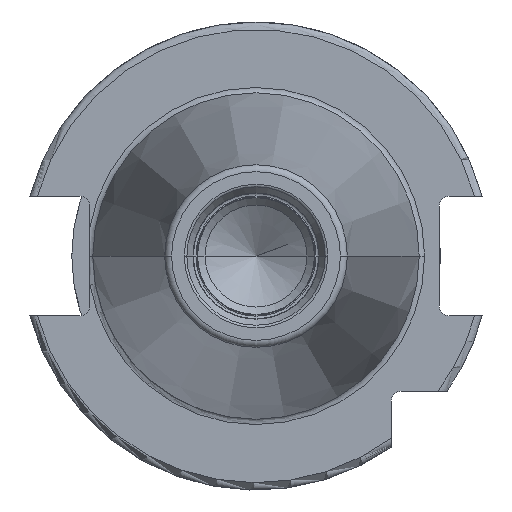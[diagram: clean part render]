
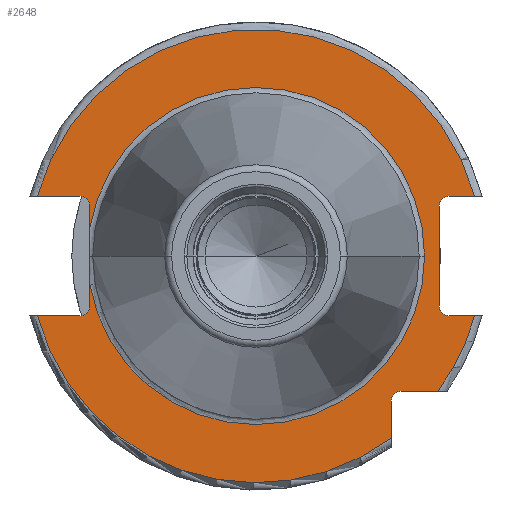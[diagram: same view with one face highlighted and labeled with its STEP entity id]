
A CAD part, left-side view. The second image highlights one B-rep face of the part: STEP entity #2648.
In plain terms, the highlighted planar face has unit normal (-1, 0, 0).
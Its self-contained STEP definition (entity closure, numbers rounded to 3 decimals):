
#105=CARTESIAN_POINT('',(3.2,22.55,-3.842));
#117=CARTESIAN_POINT('',(3.2,0.,0.));
#118=DIRECTION('',(-1.,0.,0.));
#119=DIRECTION('',(0.,0.986,-0.168));
#120=AXIS2_PLACEMENT_3D('',#117,#118,#119);
#147=CARTESIAN_POINT('',(3.2,23.9,-6.75));
#148=DIRECTION('',(1.,0.,0.));
#149=DIRECTION('',(0.,-1.,0.));
#150=AXIS2_PLACEMENT_3D('',#147,#148,#149);
#224=CARTESIAN_POINT('',(3.2,-26.2,6.75));
#225=DIRECTION('',(1.,0.,0.));
#226=DIRECTION('',(0.,1.,0.));
#227=AXIS2_PLACEMENT_3D('',#224,#225,#226);
#576=CARTESIAN_POINT('',(3.2,-26.2,-6.75));
#577=DIRECTION('',(1.,0.,0.));
#578=DIRECTION('',(0.,0.,-1.));
#579=AXIS2_PLACEMENT_3D('',#576,#577,#578);
#643=DIRECTION('',(0.,0.,-1.));
#644=VECTOR('',#643,2.908);
#645=CARTESIAN_POINT('',(3.2,22.55,6.75));
#646=LINE('',#645,#644);
#647=DIRECTION('',(0.,-1.,0.));
#648=VECTOR('',#647,5.777);
#649=CARTESIAN_POINT('',(3.2,29.677,8.1));
#650=LINE('',#649,#648);
#651=CARTESIAN_POINT('',(3.2,0.,0.));
#652=DIRECTION('',(1.,0.,0.));
#653=DIRECTION('',(0.,0.965,0.263));
#654=AXIS2_PLACEMENT_3D('',#651,#652,#653);
#656=DIRECTION('',(0.,1.,0.));
#657=VECTOR('',#656,3.477);
#658=CARTESIAN_POINT('',(3.2,-29.677,8.1));
#659=LINE('',#658,#657);
#660=DIRECTION('',(0.,0.,1.));
#661=VECTOR('',#660,13.5);
#662=CARTESIAN_POINT('',(3.2,-24.85,-6.75));
#663=LINE('',#662,#661);
#664=DIRECTION('',(0.,1.,0.));
#665=VECTOR('',#664,3.477);
#666=CARTESIAN_POINT('',(3.2,-29.677,-8.1));
#667=LINE('',#666,#665);
#668=CARTESIAN_POINT('',(3.2,0.,0.));
#669=DIRECTION('',(-1.,0.,0.));
#670=DIRECTION('',(0.,-0.803,-0.597));
#671=AXIS2_PLACEMENT_3D('',#668,#669,#670);
#673=DIRECTION('',(0.,-1.,0.));
#674=VECTOR('',#673,4.99);
#675=CARTESIAN_POINT('',(3.2,-19.7,-18.35));
#676=LINE('',#675,#674);
#677=DIRECTION('',(0.,0.,1.));
#678=VECTOR('',#677,4.99);
#679=CARTESIAN_POINT('',(3.2,-18.35,-24.69));
#680=LINE('',#679,#678);
#681=CARTESIAN_POINT('',(3.2,0.,0.));
#682=DIRECTION('',(-1.,0.,0.));
#683=DIRECTION('',(0.,0.965,-0.263));
#684=AXIS2_PLACEMENT_3D('',#681,#682,#683);
#686=DIRECTION('',(0.,-1.,0.));
#687=VECTOR('',#686,5.777);
#688=CARTESIAN_POINT('',(3.2,29.677,-8.1));
#689=LINE('',#688,#687);
#690=DIRECTION('',(0.,0.,-1.));
#691=VECTOR('',#690,2.908);
#692=CARTESIAN_POINT('',(3.2,22.55,-3.842));
#693=LINE('',#692,#691);
#699=CARTESIAN_POINT('',(3.2,23.9,6.75));
#700=DIRECTION('',(1.,0.,0.));
#701=DIRECTION('',(0.,0.,1.));
#702=AXIS2_PLACEMENT_3D('',#699,#700,#701);
#713=CARTESIAN_POINT('',(3.2,29.677,8.1));
#720=CARTESIAN_POINT('',(3.2,-29.677,8.1));
#1140=CARTESIAN_POINT('',(3.2,29.677,-8.1));
#1176=CARTESIAN_POINT('',(3.2,-29.677,-8.1));
#1203=CARTESIAN_POINT('',(3.2,-19.7,-19.7));
#1204=DIRECTION('',(1.,0.,0.));
#1205=DIRECTION('',(0.,1.,0.));
#1206=AXIS2_PLACEMENT_3D('',#1203,#1204,#1205);
#1274=CARTESIAN_POINT('',(3.2,22.55,3.842));
#1285=CARTESIAN_POINT('',(3.2,0.,0.));
#1286=DIRECTION('',(1.,0.,0.));
#1287=DIRECTION('',(0.,0.986,0.168));
#1288=AXIS2_PLACEMENT_3D('',#1285,#1286,#1287);
#1508=CARTESIAN_POINT('',(3.2,-22.875,0.));
#1510=VERTEX_POINT('',#1508);
#1650=VERTEX_POINT('',#1274);
#1652=VERTEX_POINT('',#105);
#1655=VERTEX_POINT('',#713);
#1656=VERTEX_POINT('',#720);
#1659=VERTEX_POINT('',#1140);
#1660=VERTEX_POINT('',#1176);
#1675=CARTESIAN_POINT('',(3.2,-18.35,-24.69));
#1676=VERTEX_POINT('',#1675);
#1678=CARTESIAN_POINT('',(3.2,-24.85,-6.75));
#1680=VERTEX_POINT('',#1678);
#1682=CARTESIAN_POINT('',(3.2,-26.2,-8.1));
#1684=VERTEX_POINT('',#1682);
#1686=CARTESIAN_POINT('',(3.2,-26.2,8.1));
#1688=VERTEX_POINT('',#1686);
#1690=CARTESIAN_POINT('',(3.2,-24.85,6.75));
#1692=VERTEX_POINT('',#1690);
#1699=CARTESIAN_POINT('',(3.2,23.9,8.1));
#1700=VERTEX_POINT('',#1699);
#1701=CARTESIAN_POINT('',(3.2,22.55,6.75));
#1702=VERTEX_POINT('',#1701);
#1703=CARTESIAN_POINT('',(3.2,22.55,-6.75));
#1704=VERTEX_POINT('',#1703);
#1705=CARTESIAN_POINT('',(3.2,23.9,-8.1));
#1706=VERTEX_POINT('',#1705);
#1707=CARTESIAN_POINT('',(3.2,-19.7,-18.35));
#1708=CARTESIAN_POINT('',(3.2,-24.69,-18.35));
#1709=VERTEX_POINT('',#1707);
#1710=VERTEX_POINT('',#1708);
#1711=CARTESIAN_POINT('',(3.2,-18.35,-19.7));
#1712=VERTEX_POINT('',#1711);
#2614=CARTESIAN_POINT('',(3.2,0.,0.));
#2615=DIRECTION('',(1.,0.,0.));
#2616=DIRECTION('',(0.,-1.,0.));
#2617=AXIS2_PLACEMENT_3D('',#2614,#2615,#2616);
#2618=PLANE('',#2617);
#2619=ORIENTED_EDGE('',*,*,#1966,.F.);
#2621=ORIENTED_EDGE('',*,*,#2620,.F.);
#2622=ORIENTED_EDGE('',*,*,#2072,.F.);
#2624=ORIENTED_EDGE('',*,*,#2623,.T.);
#2625=ORIENTED_EDGE('',*,*,#2100,.T.);
#2626=ORIENTED_EDGE('',*,*,#2136,.F.);
#2627=ORIENTED_EDGE('',*,*,#2159,.F.);
#2628=ORIENTED_EDGE('',*,*,#2513,.F.);
#2629=ORIENTED_EDGE('',*,*,#2547,.F.);
#2631=ORIENTED_EDGE('',*,*,#2630,.F.);
#2633=ORIENTED_EDGE('',*,*,#2632,.F.);
#2635=ORIENTED_EDGE('',*,*,#2634,.F.);
#2637=ORIENTED_EDGE('',*,*,#2636,.F.);
#2639=ORIENTED_EDGE('',*,*,#2638,.F.);
#2640=ORIENTED_EDGE('',*,*,#2588,.T.);
#2641=ORIENTED_EDGE('',*,*,#1984,.F.);
#2642=ORIENTED_EDGE('',*,*,#1971,.F.);
#2643=ORIENTED_EDGE('',*,*,#1938,.T.);
#2645=ORIENTED_EDGE('',*,*,#2644,.F.);
#2646=EDGE_LOOP('',(#2619,#2621,#2622,#2624,#2625,#2626,#2627,#2628,#2629,#2631,
#2633,#2635,#2637,#2639,#2640,#2641,#2642,#2643,#2645));
#2647=FACE_OUTER_BOUND('',#2646,.F.);
#2648=ADVANCED_FACE('',(#2647),#2618,.F.);
#121=CIRCLE('',#120,22.875);
#151=CIRCLE('',#150,1.35);
#228=CIRCLE('',#227,1.35);
#580=CIRCLE('',#579,1.35);
#655=CIRCLE('',#654,30.763);
#672=CIRCLE('',#671,30.763);
#685=CIRCLE('',#684,30.763);
#703=CIRCLE('',#702,1.35);
#1207=CIRCLE('',#1206,1.35);
#1289=CIRCLE('',#1288,22.875);
#1938=EDGE_CURVE('',#1652,#1510,#121,.T.);
#1966=EDGE_CURVE('',#1702,#1650,#646,.T.);
#1971=EDGE_CURVE('',#1652,#1704,#693,.T.);
#1984=EDGE_CURVE('',#1704,#1706,#151,.T.);
#2072=EDGE_CURVE('',#1655,#1700,#650,.T.);
#2100=EDGE_CURVE('',#1656,#1688,#659,.T.);
#2136=EDGE_CURVE('',#1692,#1688,#228,.T.);
#2159=EDGE_CURVE('',#1680,#1692,#663,.T.);
#2513=EDGE_CURVE('',#1684,#1680,#580,.T.);
#2547=EDGE_CURVE('',#1660,#1684,#667,.T.);
#2588=EDGE_CURVE('',#1659,#1706,#689,.T.);
#2620=EDGE_CURVE('',#1700,#1702,#703,.T.);
#2623=EDGE_CURVE('',#1655,#1656,#655,.T.);
#2630=EDGE_CURVE('',#1710,#1660,#672,.T.);
#2632=EDGE_CURVE('',#1709,#1710,#676,.T.);
#2634=EDGE_CURVE('',#1712,#1709,#1207,.T.);
#2636=EDGE_CURVE('',#1676,#1712,#680,.T.);
#2638=EDGE_CURVE('',#1659,#1676,#685,.T.);
#2644=EDGE_CURVE('',#1650,#1510,#1289,.T.);
